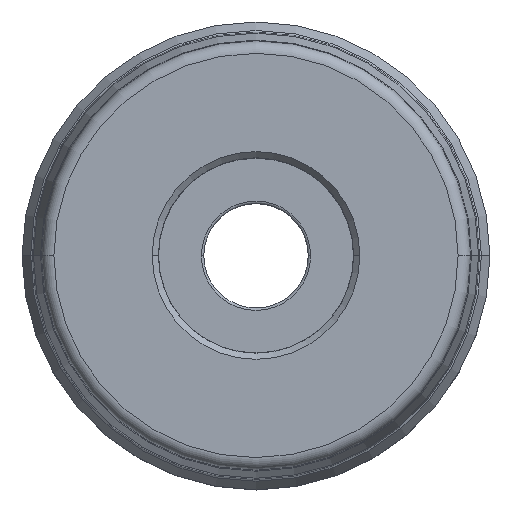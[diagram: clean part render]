
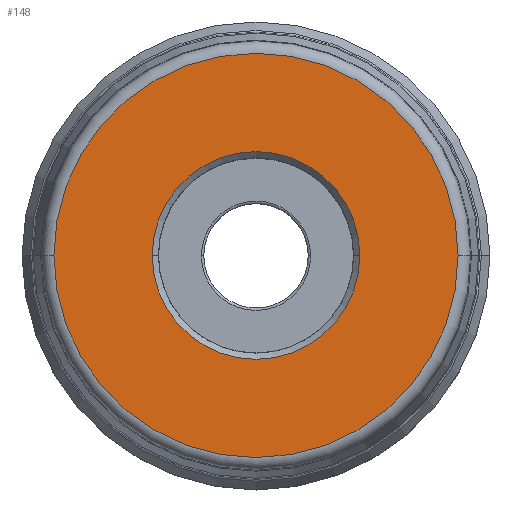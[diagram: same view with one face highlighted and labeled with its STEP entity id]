
A CAD part, top view. The second image highlights one B-rep face of the part: STEP entity #148.
In plain terms, the highlighted planar face has unit normal (0, 0, 1).
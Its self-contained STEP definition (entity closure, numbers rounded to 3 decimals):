
#84=PLANE('',#1454);
#96=FACE_BOUND('',#314,.T.);
#97=FACE_BOUND('',#315,.T.);
#148=ADVANCED_FACE('',(#96,#97),#84,.F.);
#314=EDGE_LOOP('',(#552,#553,#554,#555));
#315=EDGE_LOOP('',(#556,#557));
#552=ORIENTED_EDGE('',*,*,#896,.F.);
#553=ORIENTED_EDGE('',*,*,#893,.F.);
#554=ORIENTED_EDGE('',*,*,#892,.T.);
#555=ORIENTED_EDGE('',*,*,#897,.T.);
#556=ORIENTED_EDGE('',*,*,#898,.T.);
#557=ORIENTED_EDGE('',*,*,#899,.T.);
#748=VERTEX_POINT('',#2233);
#749=VERTEX_POINT('',#2234);
#750=VERTEX_POINT('',#2236);
#751=VERTEX_POINT('',#2241);
#752=VERTEX_POINT('',#2245);
#753=VERTEX_POINT('',#2246);
#892=EDGE_CURVE('',#748,#749,#1040,.T.);
#893=EDGE_CURVE('',#748,#750,#1041,.T.);
#896=EDGE_CURVE('',#750,#751,#1044,.T.);
#897=EDGE_CURVE('',#749,#751,#1045,.T.);
#898=EDGE_CURVE('',#752,#753,#1046,.T.);
#899=EDGE_CURVE('',#753,#752,#1047,.T.);
#1040=CIRCLE('',#1444,32.925);
#1041=CIRCLE('',#1445,32.925);
#1044=CIRCLE('',#1449,32.925);
#1045=CIRCLE('',#1450,32.925);
#1046=CIRCLE('',#1452,16.91);
#1047=CIRCLE('',#1453,16.91);
#1444=AXIS2_PLACEMENT_3D('',#2232,#1821,#1822);
#1445=AXIS2_PLACEMENT_3D('',#2235,#1823,#1824);
#1449=AXIS2_PLACEMENT_3D('',#2240,#1831,#1832);
#1450=AXIS2_PLACEMENT_3D('',#2242,#1833,#1834);
#1452=AXIS2_PLACEMENT_3D('',#2244,#1837,#1838);
#1453=AXIS2_PLACEMENT_3D('',#2247,#1839,#1840);
#1454=AXIS2_PLACEMENT_3D('',#2248,#1841,#1842);
#1821=DIRECTION('',(0.,0.,1.));
#1822=DIRECTION('',(1.,0.,0.));
#1823=DIRECTION('',(0.,0.,-1.));
#1824=DIRECTION('',(-1.,0.,0.));
#1831=DIRECTION('',(0.,0.,-1.));
#1832=DIRECTION('',(-1.,0.,0.));
#1833=DIRECTION('',(0.,0.,1.));
#1834=DIRECTION('',(1.,0.,0.));
#1837=DIRECTION('',(0.,0.,-1.));
#1838=DIRECTION('',(-1.,0.,0.));
#1839=DIRECTION('',(0.,0.,-1.));
#1840=DIRECTION('',(1.,0.,0.));
#1841=DIRECTION('',(0.,0.,-1.));
#1842=DIRECTION('',(-1.,0.,0.));
#2232=CARTESIAN_POINT('',(0.,0.,0.));
#2233=CARTESIAN_POINT('',(32.925,-0.021,0.));
#2234=CARTESIAN_POINT('',(32.925,0.,0.));
#2235=CARTESIAN_POINT('',(0.,0.,0.));
#2236=CARTESIAN_POINT('',(-32.925,0.,0.));
#2240=CARTESIAN_POINT('',(0.,0.,0.));
#2241=CARTESIAN_POINT('',(-32.925,0.021,0.));
#2242=CARTESIAN_POINT('',(0.,0.,0.));
#2244=CARTESIAN_POINT('',(0.,0.,0.));
#2245=CARTESIAN_POINT('',(-16.91,0.,0.));
#2246=CARTESIAN_POINT('',(16.91,0.,0.));
#2247=CARTESIAN_POINT('',(0.,0.,0.));
#2248=CARTESIAN_POINT('',(0.,0.,0.));
